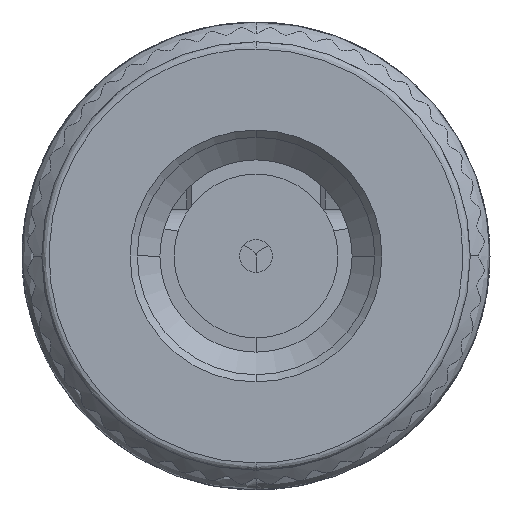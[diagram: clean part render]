
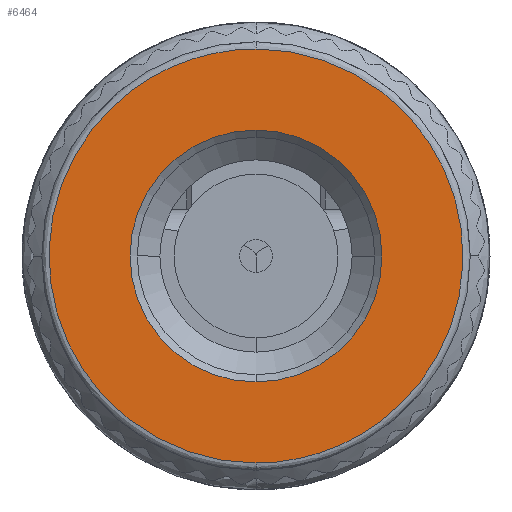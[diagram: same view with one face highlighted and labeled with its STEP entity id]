
A CAD part, front view. The second image highlights one B-rep face of the part: STEP entity #6464.
In plain terms, the highlighted planar face has unit normal (0, -1, 0).
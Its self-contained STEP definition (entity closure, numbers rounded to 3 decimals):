
#369 = CARTESIAN_POINT ( 'NONE',  ( 0., -26.429, 0. ) ) ;
#1044 = EDGE_LOOP ( 'NONE', ( #5371, #1064 ) ) ;
#1064 = ORIENTED_EDGE ( 'NONE', *, *, #1323, .T. ) ;
#1241 = DIRECTION ( 'NONE',  ( 0., -1., 0. ) ) ;
#1296 = CARTESIAN_POINT ( 'NONE',  ( 0., -26.429, 5.75 ) ) ;
#1323 = EDGE_CURVE ( 'NONE', #9888, #14799, #1812, .T. ) ;
#1709 = CARTESIAN_POINT ( 'NONE',  ( 0., -26.429, -5.75 ) ) ;
#1812 = CIRCLE ( 'NONE', #9332, 3.5 ) ;
#2370 = EDGE_LOOP ( 'NONE', ( #11127, #9479 ) ) ;
#2504 = PLANE ( 'NONE',  #7918 ) ;
#3317 = EDGE_CURVE ( 'NONE', #14799, #9888, #5411, .T. ) ;
#3681 = CARTESIAN_POINT ( 'NONE',  ( -5.75, -26.429, 0. ) ) ;
#3852 = FACE_BOUND ( 'NONE', #1044, .T. ) ;
#4884 = DIRECTION ( 'NONE',  ( 0., 0., -1. ) ) ;
#5233 = DIRECTION ( 'NONE',  ( 0., 0., -1. ) ) ;
#5371 = ORIENTED_EDGE ( 'NONE', *, *, #3317, .T. ) ;
#5411 = CIRCLE ( 'NONE', #7816, 3.5 ) ;
#5895 = CARTESIAN_POINT ( 'NONE',  ( 0., -26.429, 5.75 ) ) ;
#6233 = CARTESIAN_POINT ( 'NONE',  ( 0., -26.429, 0. ) ) ;
#6433 = CARTESIAN_POINT ( 'NONE',  ( 11.5, -26.429, 5.75 ) ) ;
#6464 = ADVANCED_FACE ( 'NONE', ( #12576, #3852 ), #2504, .T. ) ;
#6610 = CARTESIAN_POINT ( 'NONE',  ( 0., -26.429, -5.75 ) ) ;
#7004 = CARTESIAN_POINT ( 'NONE',  ( 0., -26.429, -3.5 ) ) ;
#7061 =( BOUNDED_CURVE ( )  B_SPLINE_CURVE ( 3, ( #1296, #6433, #15540, #13952 ),
 .UNSPECIFIED., .F., .F. ) 
 B_SPLINE_CURVE_WITH_KNOTS ( ( 4, 4 ),
 ( 0., 1. ),
 .UNSPECIFIED. ) 
 CURVE ( )  GEOMETRIC_REPRESENTATION_ITEM ( )  RATIONAL_B_SPLINE_CURVE ( ( 1., 0.333, 0.333, 1. ) ) 
 REPRESENTATION_ITEM ( '' )  );
#7816 = AXIS2_PLACEMENT_3D ( 'NONE', #6233, #12679, #4884 ) ;
#7918 = AXIS2_PLACEMENT_3D ( 'NONE', #3681, #1241, #11158 ) ;
#8269 = EDGE_CURVE ( 'NONE', #10801, #9194, #15269, .T. ) ;
#9194 = VERTEX_POINT ( 'NONE', #12807 ) ;
#9332 = AXIS2_PLACEMENT_3D ( 'NONE', #369, #14342, #5233 ) ;
#9350 = CARTESIAN_POINT ( 'NONE',  ( 0., -26.429, 3.5 ) ) ;
#9479 = ORIENTED_EDGE ( 'NONE', *, *, #8269, .F. ) ;
#9888 = VERTEX_POINT ( 'NONE', #9350 ) ;
#10801 = VERTEX_POINT ( 'NONE', #6610 ) ;
#11127 = ORIENTED_EDGE ( 'NONE', *, *, #12418, .F. ) ;
#11158 = DIRECTION ( 'NONE',  ( 0., 0., -1. ) ) ;
#11968 = CARTESIAN_POINT ( 'NONE',  ( -11.5, -26.429, -5.75 ) ) ;
#12418 = EDGE_CURVE ( 'NONE', #9194, #10801, #7061, .T. ) ;
#12576 = FACE_OUTER_BOUND ( 'NONE', #2370, .T. ) ;
#12679 = DIRECTION ( 'NONE',  ( 0., 1., 0. ) ) ;
#12807 = CARTESIAN_POINT ( 'NONE',  ( 0., -26.429, 5.75 ) ) ;
#13952 = CARTESIAN_POINT ( 'NONE',  ( 0., -26.429, -5.75 ) ) ;
#14342 = DIRECTION ( 'NONE',  ( 0., 1., 0. ) ) ;
#14799 = VERTEX_POINT ( 'NONE', #7004 ) ;
#14836 = CARTESIAN_POINT ( 'NONE',  ( -11.5, -26.429, 5.75 ) ) ;
#15269 =( BOUNDED_CURVE ( )  B_SPLINE_CURVE ( 3, ( #1709, #11968, #14836, #5895 ),
 .UNSPECIFIED., .F., .T. ) 
 B_SPLINE_CURVE_WITH_KNOTS ( ( 4, 4 ),
 ( 0., 1. ),
 .UNSPECIFIED. ) 
 CURVE ( )  GEOMETRIC_REPRESENTATION_ITEM ( )  RATIONAL_B_SPLINE_CURVE ( ( 1., 0.333, 0.333, 1. ) ) 
 REPRESENTATION_ITEM ( '' )  );
#15540 = CARTESIAN_POINT ( 'NONE',  ( 11.5, -26.429, -5.75 ) ) ;
